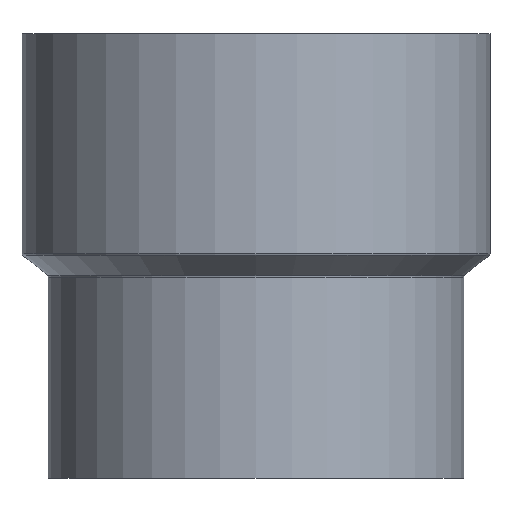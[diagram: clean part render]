
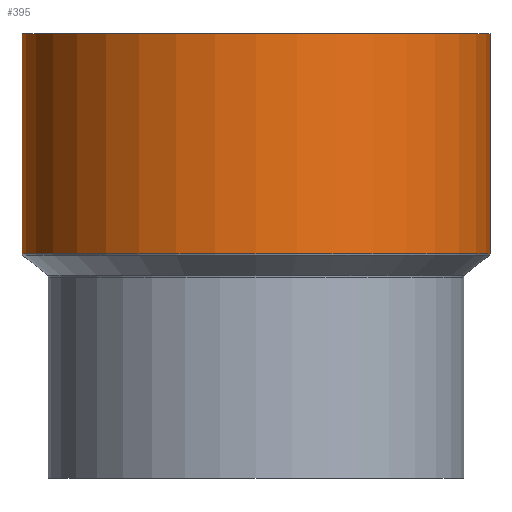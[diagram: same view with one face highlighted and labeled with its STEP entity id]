
A CAD part, front view. The second image highlights one B-rep face of the part: STEP entity #395.
In plain terms, the highlighted cylindrical face has radius 200 mm (diameter 400 mm), a partial arc.
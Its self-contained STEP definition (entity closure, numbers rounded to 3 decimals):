
#4 = CARTESIAN_POINT ( 'NONE',  ( 200., 0., 196.96 ) ) ;
#20 = CARTESIAN_POINT ( 'NONE',  ( -200., 0., 8.921 ) ) ;
#22 = ORIENTED_EDGE ( 'NONE', *, *, #590, .F. ) ;
#23 = CARTESIAN_POINT ( 'NONE',  ( -200., 0., 196.96 ) ) ;
#25 = AXIS2_PLACEMENT_3D ( 'NONE', #296, #496, #43 ) ;
#32 = VERTEX_POINT ( 'NONE', #20 ) ;
#43 = DIRECTION ( 'NONE',  ( -1., 0., 0. ) ) ;
#52 = EDGE_CURVE ( 'NONE', #371, #606, #637, .T. ) ;
#93 = ORIENTED_EDGE ( 'NONE', *, *, #599, .F. ) ;
#95 = CYLINDRICAL_SURFACE ( 'NONE', #25, 200. ) ;
#117 = CARTESIAN_POINT ( 'NONE',  ( 200., 0., 8.921 ) ) ;
#151 = FACE_OUTER_BOUND ( 'NONE', #461, .T. ) ;
#167 = VECTOR ( 'NONE', #439, 1000. ) ;
#171 = DIRECTION ( 'NONE',  ( -1., 0., 0. ) ) ;
#173 = DIRECTION ( 'NONE',  ( 0., 0., -1. ) ) ;
#186 = CARTESIAN_POINT ( 'NONE',  ( 200., 0., -16.533 ) ) ;
#296 = CARTESIAN_POINT ( 'NONE',  ( 0., 0., -16.533 ) ) ;
#319 = LINE ( 'NONE', #322, #325 ) ;
#322 = CARTESIAN_POINT ( 'NONE',  ( -200., 0., -16.533 ) ) ;
#325 = VECTOR ( 'NONE', #419, 1000. ) ;
#330 = LINE ( 'NONE', #186, #167 ) ;
#360 = ORIENTED_EDGE ( 'NONE', *, *, #52, .T. ) ;
#371 = VERTEX_POINT ( 'NONE', #4 ) ;
#389 = DIRECTION ( 'NONE',  ( -1., 0., 0. ) ) ;
#395 = ADVANCED_FACE ( 'NONE', ( #151 ), #95, .T. ) ;
#419 = DIRECTION ( 'NONE',  ( 0., 0., -1. ) ) ;
#439 = DIRECTION ( 'NONE',  ( 0., 0., -1. ) ) ;
#461 = EDGE_LOOP ( 'NONE', ( #22, #360, #521, #93 ) ) ;
#490 = AXIS2_PLACEMENT_3D ( 'NONE', #627, #173, #171 ) ;
#496 = DIRECTION ( 'NONE',  ( 0., 0., -1. ) ) ;
#500 = VERTEX_POINT ( 'NONE', #117 ) ;
#521 = ORIENTED_EDGE ( 'NONE', *, *, #551, .T. ) ;
#551 = EDGE_CURVE ( 'NONE', #606, #32, #319, .T. ) ;
#577 = CIRCLE ( 'NONE', #654, 200. ) ;
#588 = DIRECTION ( 'NONE',  ( 0., 0., -1. ) ) ;
#590 = EDGE_CURVE ( 'NONE', #371, #500, #330, .T. ) ;
#599 = EDGE_CURVE ( 'NONE', #500, #32, #577, .T. ) ;
#606 = VERTEX_POINT ( 'NONE', #23 ) ;
#627 = CARTESIAN_POINT ( 'NONE',  ( 0., 0., 196.96 ) ) ;
#637 = CIRCLE ( 'NONE', #490, 200. ) ;
#638 = CARTESIAN_POINT ( 'NONE',  ( 0., 0., 8.921 ) ) ;
#654 = AXIS2_PLACEMENT_3D ( 'NONE', #638, #588, #389 ) ;
